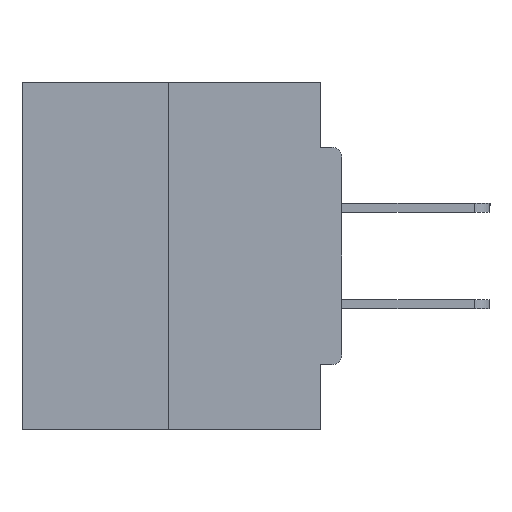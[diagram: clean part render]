
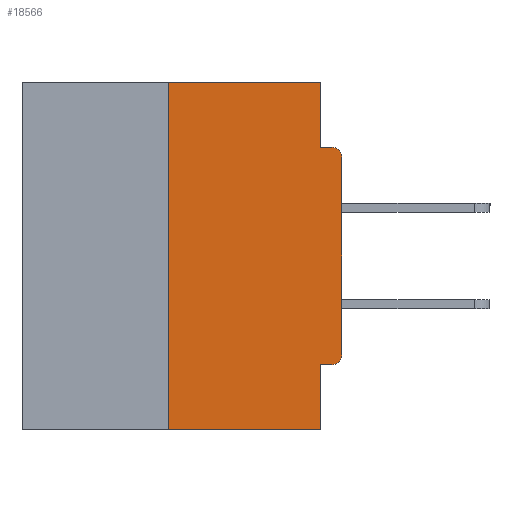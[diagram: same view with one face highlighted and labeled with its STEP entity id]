
A CAD part, left-side view. The second image highlights one B-rep face of the part: STEP entity #18566.
In plain terms, the highlighted planar face has unit normal (-1, 0, 0).
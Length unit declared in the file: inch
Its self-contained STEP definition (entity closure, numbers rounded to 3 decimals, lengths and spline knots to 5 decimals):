
#329 = EDGE_CURVE ( 'NONE', #20030, #21582, #6834, .T. ) ;
#1173 = EDGE_CURVE ( 'NONE', #29756, #21582, #3912, .T. ) ;
#1377 = VERTEX_POINT ( 'NONE', #32871 ) ;
#1543 = DIRECTION ( 'NONE',  ( 0., 0., -1. ) ) ;
#1916 = DIRECTION ( 'NONE',  ( 0., 0., -1. ) ) ;
#3181 = EDGE_CURVE ( 'NONE', #29047, #1377, #28407, .T. ) ;
#3183 = CARTESIAN_POINT ( 'NONE',  ( 0., 0.46, -0.5 ) ) ;
#3190 = VERTEX_POINT ( 'NONE', #33418 ) ;
#3310 = DIRECTION ( 'NONE',  ( 0., -1., 0. ) ) ;
#3417 = DIRECTION ( 'NONE',  ( 1., 0., 0. ) ) ;
#3439 = ORIENTED_EDGE ( 'NONE', *, *, #14512, .T. ) ;
#3532 = DIRECTION ( 'NONE',  ( 0., 0., -1. ) ) ;
#3912 = LINE ( 'NONE', #3183, #16922 ) ;
#4748 = ORIENTED_EDGE ( 'NONE', *, *, #7085, .F. ) ;
#4890 = VERTEX_POINT ( 'NONE', #29135 ) ;
#5327 = CARTESIAN_POINT ( 'NONE',  ( 0., 0.25, 0. ) ) ;
#5955 = AXIS2_PLACEMENT_3D ( 'NONE', #26120, #6230, #11905 ) ;
#6059 = CARTESIAN_POINT ( 'NONE',  ( 0., 0.46, 0. ) ) ;
#6230 = DIRECTION ( 'NONE',  ( -1., 0., 0. ) ) ;
#6761 = AXIS2_PLACEMENT_3D ( 'NONE', #10100, #12730, #1543 ) ;
#6834 = LINE ( 'NONE', #11442, #10450 ) ;
#6983 = CARTESIAN_POINT ( 'NONE',  ( 0., 0., -0.0935 ) ) ;
#7085 = EDGE_CURVE ( 'NONE', #4890, #20030, #22350, .T. ) ;
#7134 = EDGE_CURVE ( 'NONE', #1377, #3190, #19014, .T. ) ;
#7214 = ORIENTED_EDGE ( 'NONE', *, *, #7444, .T. ) ;
#7444 = EDGE_CURVE ( 'NONE', #29502, #29198, #36110, .T. ) ;
#7677 = ORIENTED_EDGE ( 'NONE', *, *, #7134, .F. ) ;
#8205 = CARTESIAN_POINT ( 'NONE',  ( 0., 0., 0. ) ) ;
#9137 = EDGE_CURVE ( 'NONE', #29198, #3190, #31153, .T. ) ;
#9163 = ORIENTED_EDGE ( 'NONE', *, *, #1173, .T. ) ;
#10100 = CARTESIAN_POINT ( 'NONE',  ( 0., 0.015, -0.1085 ) ) ;
#10204 = DIRECTION ( 'NONE',  ( 0., 0., -1. ) ) ;
#10450 = VECTOR ( 'NONE', #10204, 39.37008 ) ;
#11089 = ORIENTED_EDGE ( 'NONE', *, *, #23929, .F. ) ;
#11442 = CARTESIAN_POINT ( 'NONE',  ( 0., 0.031, -0.5 ) ) ;
#11668 = ORIENTED_EDGE ( 'NONE', *, *, #3181, .F. ) ;
#11905 = DIRECTION ( 'NONE',  ( 0., 0., -1. ) ) ;
#12335 = DIRECTION ( 'NONE',  ( 0., -1., 0. ) ) ;
#12337 = CARTESIAN_POINT ( 'NONE',  ( 0., 0., -0.1085 ) ) ;
#12730 = DIRECTION ( 'NONE',  ( -1., 0., 0. ) ) ;
#14512 = EDGE_CURVE ( 'NONE', #4890, #29502, #21208, .T. ) ;
#14865 = CARTESIAN_POINT ( 'NONE',  ( 0., 0.031, 0. ) ) ;
#15985 = DIRECTION ( 'NONE',  ( 0., 1., 0. ) ) ;
#16189 = VECTOR ( 'NONE', #33904, 39.37008 ) ;
#16922 = VECTOR ( 'NONE', #3310, 39.37008 ) ;
#17424 = LINE ( 'NONE', #29268, #34909 ) ;
#17744 = ORIENTED_EDGE ( 'NONE', *, *, #30622, .F. ) ;
#18566 = ADVANCED_FACE ( 'NONE', ( #29015 ), #20561, .F. ) ;
#18941 = VECTOR ( 'NONE', #1916, 39.37008 ) ;
#19014 = LINE ( 'NONE', #6983, #27965 ) ;
#19561 = CARTESIAN_POINT ( 'NONE',  ( 0., 0.031, -0.4065 ) ) ;
#20030 = VERTEX_POINT ( 'NONE', #19561 ) ;
#20425 = AXIS2_PLACEMENT_3D ( 'NONE', #6059, #3417, #3532 ) ;
#20561 = PLANE ( 'NONE',  #20425 ) ;
#21208 = CIRCLE ( 'NONE', #5955, 0.015 ) ;
#21582 = VERTEX_POINT ( 'NONE', #33742 ) ;
#21602 = EDGE_LOOP ( 'NONE', ( #11089, #17744, #9163, #27338, #4748, #3439, #7214, #25360, #7677, #11668 ) ) ;
#22047 = CARTESIAN_POINT ( 'NONE',  ( 0., 0., -0.3915 ) ) ;
#22350 = LINE ( 'NONE', #33179, #36680 ) ;
#23929 = EDGE_CURVE ( 'NONE', #34035, #29047, #17424, .T. ) ;
#24897 = VECTOR ( 'NONE', #34181, 39.37008 ) ;
#25360 = ORIENTED_EDGE ( 'NONE', *, *, #9137, .T. ) ;
#26120 = CARTESIAN_POINT ( 'NONE',  ( 0., 0.015, -0.3915 ) ) ;
#27338 = ORIENTED_EDGE ( 'NONE', *, *, #329, .F. ) ;
#27879 = CARTESIAN_POINT ( 'NONE',  ( 0., 0.031, 0. ) ) ;
#27965 = VECTOR ( 'NONE', #29815, 39.37008 ) ;
#28407 = LINE ( 'NONE', #27879, #18941 ) ;
#28775 = LINE ( 'NONE', #5327, #16189 ) ;
#29015 = FACE_OUTER_BOUND ( 'NONE', #21602, .T. ) ;
#29047 = VERTEX_POINT ( 'NONE', #14865 ) ;
#29135 = CARTESIAN_POINT ( 'NONE',  ( 0., 0.015, -0.4065 ) ) ;
#29198 = VERTEX_POINT ( 'NONE', #12337 ) ;
#29268 = CARTESIAN_POINT ( 'NONE',  ( 0., 0.46, 0. ) ) ;
#29502 = VERTEX_POINT ( 'NONE', #22047 ) ;
#29756 = VERTEX_POINT ( 'NONE', #34834 ) ;
#29815 = DIRECTION ( 'NONE',  ( 0., -1., 0. ) ) ;
#30622 = EDGE_CURVE ( 'NONE', #29756, #34035, #28775, .T. ) ;
#31153 = CIRCLE ( 'NONE', #6761, 0.015 ) ;
#32871 = CARTESIAN_POINT ( 'NONE',  ( 0., 0.031, -0.0935 ) ) ;
#33179 = CARTESIAN_POINT ( 'NONE',  ( 0., 0., -0.4065 ) ) ;
#33418 = CARTESIAN_POINT ( 'NONE',  ( 0., 0.015, -0.0935 ) ) ;
#33742 = CARTESIAN_POINT ( 'NONE',  ( 0., 0.031, -0.5 ) ) ;
#33904 = DIRECTION ( 'NONE',  ( 0., 0., 1. ) ) ;
#34035 = VERTEX_POINT ( 'NONE', #35358 ) ;
#34181 = DIRECTION ( 'NONE',  ( 0., 0., 1. ) ) ;
#34834 = CARTESIAN_POINT ( 'NONE',  ( 0., 0.25, -0.5 ) ) ;
#34909 = VECTOR ( 'NONE', #12335, 39.37008 ) ;
#35358 = CARTESIAN_POINT ( 'NONE',  ( 0., 0.25, 0. ) ) ;
#36110 = LINE ( 'NONE', #8205, #24897 ) ;
#36680 = VECTOR ( 'NONE', #15985, 39.37008 ) ;
